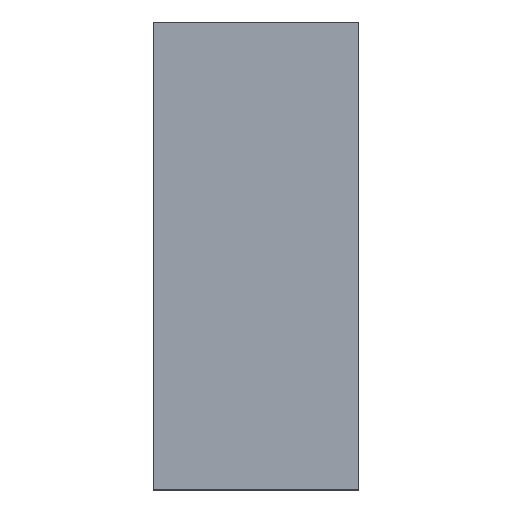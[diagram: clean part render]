
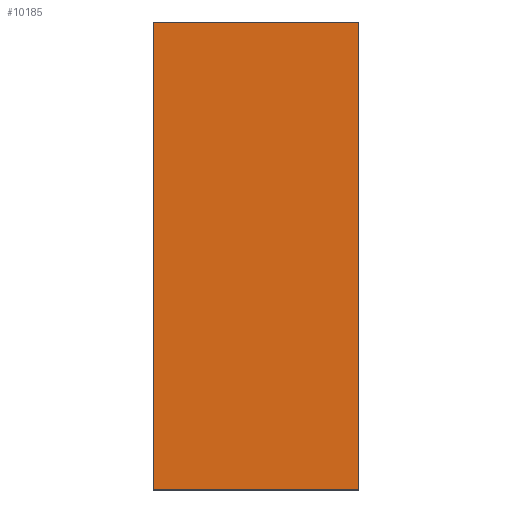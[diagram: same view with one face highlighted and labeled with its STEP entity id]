
A CAD part, top view. The second image highlights one B-rep face of the part: STEP entity #10185.
In plain terms, the highlighted face is planar.
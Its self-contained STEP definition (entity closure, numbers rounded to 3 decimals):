
#1833=FACE_OUTER_BOUND('',#2453,.T.);
#2453=EDGE_LOOP('',(#9249,#9250,#9251,#9252));
#3205=LINE('',#18817,#3969);
#3206=LINE('',#18819,#3970);
#3207=LINE('',#18821,#3971);
#3208=LINE('',#18822,#3972);
#3969=VECTOR('',#14993,10.);
#3970=VECTOR('',#14994,10.);
#3971=VECTOR('',#14995,10.);
#3972=VECTOR('',#14996,10.);
#4889=VERTEX_POINT('',#18815);
#4890=VERTEX_POINT('',#18816);
#4891=VERTEX_POINT('',#18818);
#4892=VERTEX_POINT('',#18820);
#6345=EDGE_CURVE('',#4889,#4890,#3205,.T.);
#6346=EDGE_CURVE('',#4890,#4891,#3206,.T.);
#6347=EDGE_CURVE('',#4891,#4892,#3207,.T.);
#6348=EDGE_CURVE('',#4892,#4889,#3208,.T.);
#9249=ORIENTED_EDGE('',*,*,#6345,.T.);
#9250=ORIENTED_EDGE('',*,*,#6346,.T.);
#9251=ORIENTED_EDGE('',*,*,#6347,.T.);
#9252=ORIENTED_EDGE('',*,*,#6348,.T.);
#9566=PLANE('',#11809);
#10185=ADVANCED_FACE('',(#1833),#9566,.T.);
#11809=AXIS2_PLACEMENT_3D('',#18814,#14991,#14992);
#14991=DIRECTION('center_axis',(0.,0.,-1.));
#14992=DIRECTION('ref_axis',(-1.,0.,0.));
#14993=DIRECTION('',(1.,0.,0.));
#14994=DIRECTION('',(0.,-1.,0.));
#14995=DIRECTION('',(-1.,0.,0.));
#14996=DIRECTION('',(0.,1.,0.));
#18814=CARTESIAN_POINT('Origin',(0.,0.,-0.35));
#18815=CARTESIAN_POINT('',(-465.,1057.5,-0.35));
#18816=CARTESIAN_POINT('',(465.,1057.5,-0.35));
#18817=CARTESIAN_POINT('',(-465.,1057.5,-0.35));
#18818=CARTESIAN_POINT('',(465.,-1057.5,-0.35));
#18819=CARTESIAN_POINT('',(465.,1057.5,-0.35));
#18820=CARTESIAN_POINT('',(-465.,-1057.5,-0.35));
#18821=CARTESIAN_POINT('',(465.,-1057.5,-0.35));
#18822=CARTESIAN_POINT('',(-465.,-1057.5,-0.35));
